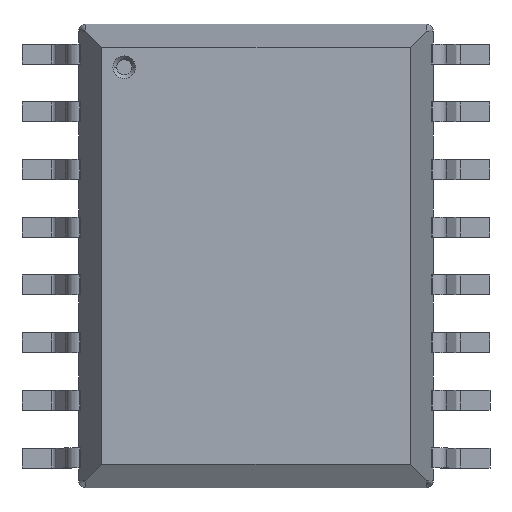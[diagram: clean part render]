
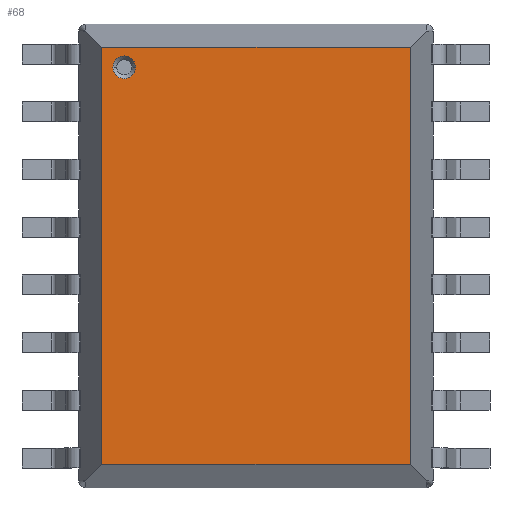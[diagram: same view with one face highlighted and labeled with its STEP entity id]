
A CAD part, top view. The second image highlights one B-rep face of the part: STEP entity #68.
In plain terms, the highlighted planar face has unit normal (0, 0, 1).
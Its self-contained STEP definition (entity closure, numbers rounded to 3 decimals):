
#68 = ADVANCED_FACE ( 'NONE', ( #2408, #541 ), #8273, .F. ) ;
#163 = DIRECTION ( 'NONE',  ( 0., 0., -1. ) ) ;
#171 = EDGE_CURVE ( 'NONE', #9790, #6109, #425, .T. ) ;
#359 = DIRECTION ( 'NONE',  ( 0., -1., 0. ) ) ;
#425 = CIRCLE ( 'NONE', #8866, 0.25 ) ;
#541 = FACE_OUTER_BOUND ( 'NONE', #7495, .T. ) ;
#820 = VECTOR ( 'NONE', #3767, 1000. ) ;
#855 = VECTOR ( 'NONE', #359, 1000. ) ;
#873 = VECTOR ( 'NONE', #9610, 1000. ) ;
#942 = AXIS2_PLACEMENT_3D ( 'NONE', #8165, #7594, #7455 ) ;
#1038 = CARTESIAN_POINT ( 'NONE',  ( -2.65, 4.15, 3.5 ) ) ;
#1222 = DIRECTION ( 'NONE',  ( 1., 0., 0. ) ) ;
#2241 = EDGE_CURVE ( 'NONE', #6109, #9790, #6057, .T. ) ;
#2408 = FACE_BOUND ( 'NONE', #8971, .T. ) ;
#2974 = LINE ( 'NONE', #5890, #855 ) ;
#2995 = LINE ( 'NONE', #3008, #873 ) ;
#3008 = CARTESIAN_POINT ( 'NONE',  ( 3.391, 4.95, 3.5 ) ) ;
#3023 = ORIENTED_EDGE ( 'NONE', *, *, #171, .F. ) ;
#3579 = EDGE_CURVE ( 'NONE', #4705, #9147, #3755, .T. ) ;
#3654 = VERTEX_POINT ( 'NONE', #8342 ) ;
#3755 = LINE ( 'NONE', #4158, #9783 ) ;
#3767 = DIRECTION ( 'NONE',  ( -1., 0., 0. ) ) ;
#4044 = ORIENTED_EDGE ( 'NONE', *, *, #4065, .T. ) ;
#4065 = EDGE_CURVE ( 'NONE', #4211, #4705, #2974, .T. ) ;
#4151 = CARTESIAN_POINT ( 'NONE',  ( -3.391, -4.591, 3.5 ) ) ;
#4158 = CARTESIAN_POINT ( 'NONE',  ( -3.75, -4.591, 3.5 ) ) ;
#4211 = VERTEX_POINT ( 'NONE', #7236 ) ;
#4705 = VERTEX_POINT ( 'NONE', #4151 ) ;
#5151 = DIRECTION ( 'NONE',  ( 0., 0., 1. ) ) ;
#5890 = CARTESIAN_POINT ( 'NONE',  ( -3.391, 4.95, 3.5 ) ) ;
#6043 = DIRECTION ( 'NONE',  ( -1., 0., 0. ) ) ;
#6057 = CIRCLE ( 'NONE', #942, 0.25 ) ;
#6109 = VERTEX_POINT ( 'NONE', #10004 ) ;
#6116 = EDGE_CURVE ( 'NONE', #9147, #3654, #2995, .T. ) ;
#6274 = ORIENTED_EDGE ( 'NONE', *, *, #6116, .T. ) ;
#6888 = LINE ( 'NONE', #8473, #820 ) ;
#7108 = CARTESIAN_POINT ( 'NONE',  ( -3.75, 4.95, 3.5 ) ) ;
#7236 = CARTESIAN_POINT ( 'NONE',  ( -3.391, 4.591, 3.5 ) ) ;
#7384 = ORIENTED_EDGE ( 'NONE', *, *, #3579, .T. ) ;
#7455 = DIRECTION ( 'NONE',  ( 1., 0., 0. ) ) ;
#7495 = EDGE_LOOP ( 'NONE', ( #7833, #4044, #7384, #6274 ) ) ;
#7594 = DIRECTION ( 'NONE',  ( 0., 0., 1. ) ) ;
#7823 = DIRECTION ( 'NONE',  ( 1., 0., 0. ) ) ;
#7833 = ORIENTED_EDGE ( 'NONE', *, *, #10185, .T. ) ;
#8165 = CARTESIAN_POINT ( 'NONE',  ( -2.9, 4.15, 3.5 ) ) ;
#8273 = PLANE ( 'NONE',  #9214 ) ;
#8284 = ORIENTED_EDGE ( 'NONE', *, *, #2241, .F. ) ;
#8342 = CARTESIAN_POINT ( 'NONE',  ( 3.391, 4.591, 3.5 ) ) ;
#8473 = CARTESIAN_POINT ( 'NONE',  ( -3.75, 4.591, 3.5 ) ) ;
#8866 = AXIS2_PLACEMENT_3D ( 'NONE', #10085, #5151, #7823 ) ;
#8971 = EDGE_LOOP ( 'NONE', ( #3023, #8284 ) ) ;
#9147 = VERTEX_POINT ( 'NONE', #9977 ) ;
#9214 = AXIS2_PLACEMENT_3D ( 'NONE', #7108, #163, #6043 ) ;
#9610 = DIRECTION ( 'NONE',  ( 0., 1., 0. ) ) ;
#9783 = VECTOR ( 'NONE', #1222, 1000. ) ;
#9790 = VERTEX_POINT ( 'NONE', #1038 ) ;
#9977 = CARTESIAN_POINT ( 'NONE',  ( 3.391, -4.591, 3.5 ) ) ;
#10004 = CARTESIAN_POINT ( 'NONE',  ( -3.15, 4.15, 3.5 ) ) ;
#10085 = CARTESIAN_POINT ( 'NONE',  ( -2.9, 4.15, 3.5 ) ) ;
#10185 = EDGE_CURVE ( 'NONE', #3654, #4211, #6888, .T. ) ;
